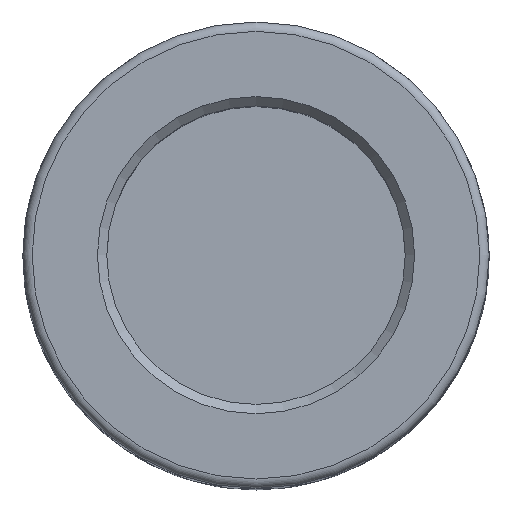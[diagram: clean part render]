
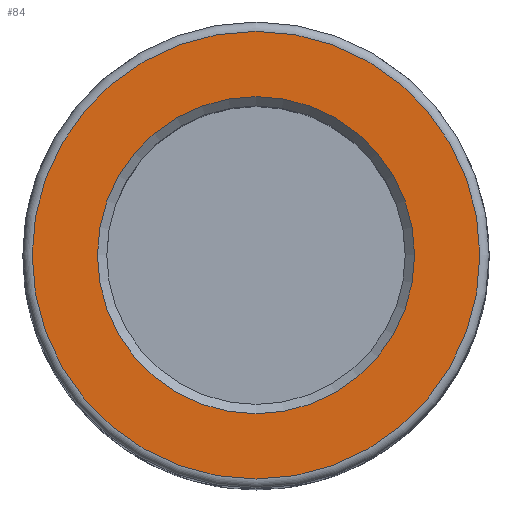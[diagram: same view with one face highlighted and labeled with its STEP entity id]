
A CAD part, top view. The second image highlights one B-rep face of the part: STEP entity #84.
In plain terms, the highlighted planar face has unit normal (0, 0, 1).
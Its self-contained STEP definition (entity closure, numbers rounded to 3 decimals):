
#84 = ADVANCED_FACE( '', ( #133, #134 ), #135, .F. );
#133 = FACE_OUTER_BOUND( '', #203, .T. );
#134 = FACE_BOUND( '', #204, .T. );
#135 = PLANE( '', #205 );
#203 = EDGE_LOOP( '', ( #314 ) );
#204 = EDGE_LOOP( '', ( #315 ) );
#205 = AXIS2_PLACEMENT_3D( '', #316, #317, #318 );
#314 = ORIENTED_EDGE( '', *, *, #449, .T. );
#315 = ORIENTED_EDGE( '', *, *, #450, .T. );
#316 = CARTESIAN_POINT( '', ( 0., 0., 100. ) );
#317 = DIRECTION( '', ( 0., 0., -1. ) );
#318 = DIRECTION( '', ( -1., 0., 0. ) );
#449 = EDGE_CURVE( '', #523, #523, #524, .F. );
#450 = EDGE_CURVE( '', #525, #525, #526, .T. );
#523 = VERTEX_POINT( '', #615 );
#524 = CIRCLE( '', #616, 24. );
#525 = VERTEX_POINT( '', #617 );
#526 = CIRCLE( '', #618, 17. );
#615 = CARTESIAN_POINT( '', ( -24., 0., 100. ) );
#616 = AXIS2_PLACEMENT_3D( '', #708, #709, #710 );
#617 = CARTESIAN_POINT( '', ( -17., 0., 100. ) );
#618 = AXIS2_PLACEMENT_3D( '', #711, #712, #713 );
#708 = CARTESIAN_POINT( '', ( 0., 0., 100. ) );
#709 = DIRECTION( '', ( 0., 0., -1. ) );
#710 = DIRECTION( '', ( -1., 0., 0. ) );
#711 = CARTESIAN_POINT( '', ( 0., 0., 100. ) );
#712 = DIRECTION( '', ( 0., 0., -1. ) );
#713 = DIRECTION( '', ( -1., 0., 0. ) );
